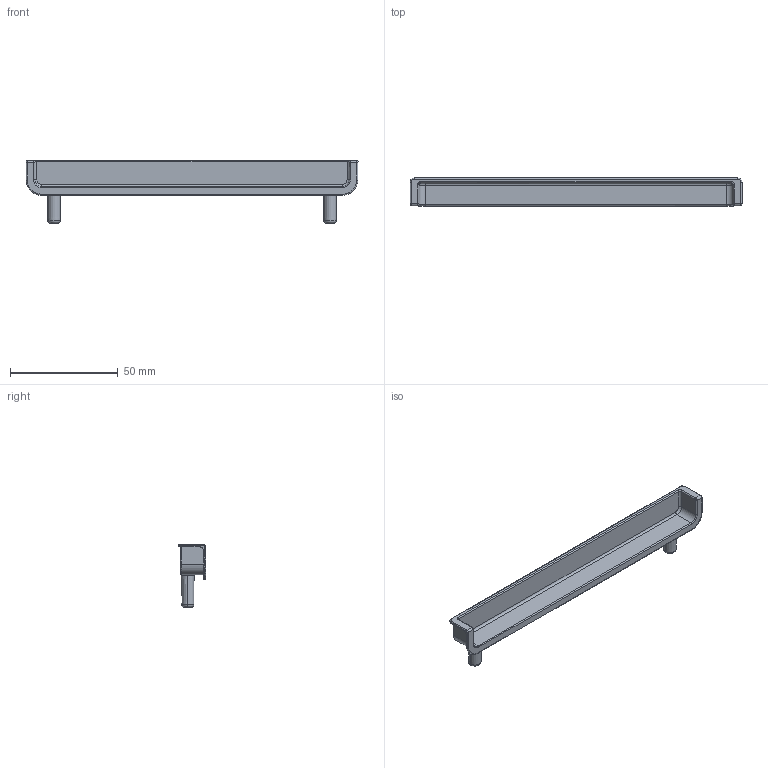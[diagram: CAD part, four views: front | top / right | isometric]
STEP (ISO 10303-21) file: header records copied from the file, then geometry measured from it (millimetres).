
FILE_DESCRIPTION(('Creo Elements/Direct Modeling STEP Export'),'2;1');
FILE_NAME('2643-154.stp','2024-08-09T 9:57:11',(''),(''),'Creo Elements/Direct Modeling STEP processor for AP214 (Solid Model)','Creo Elements/Direct Modeling 20.0 12-Nov-2016 (C) Parametric Technology GmbH','');
FILE_SCHEMA(('AUTOMOTIVE_DESIGN { 1 0 10303 214 1 1 1 1 }'));
Length unit declared in the file: millimetre
Products named in the file (1): ZN-12103
Bounding box: 154.01 x 12.99 x 29 mm (x, y, z)
Volume: 7292.7 mm3; surface area: 9906.5 mm2
Topology: 1 solids, 1 shells, 586 faces, 1649 edges, 1086 vertices
Faces by surface type: plane 516, cylinder 38, bspline 18, cone 8, torus 6
Entity records: 25361 total; most frequent: CARTESIAN_POINT 5806, ORIENTED_EDGE 3298, DIRECTION 2723, EDGE_CURVE 1649, VECTOR 1521, LINE 1521, VERTEX_POINT 1086, EDGE_LOOP 607
